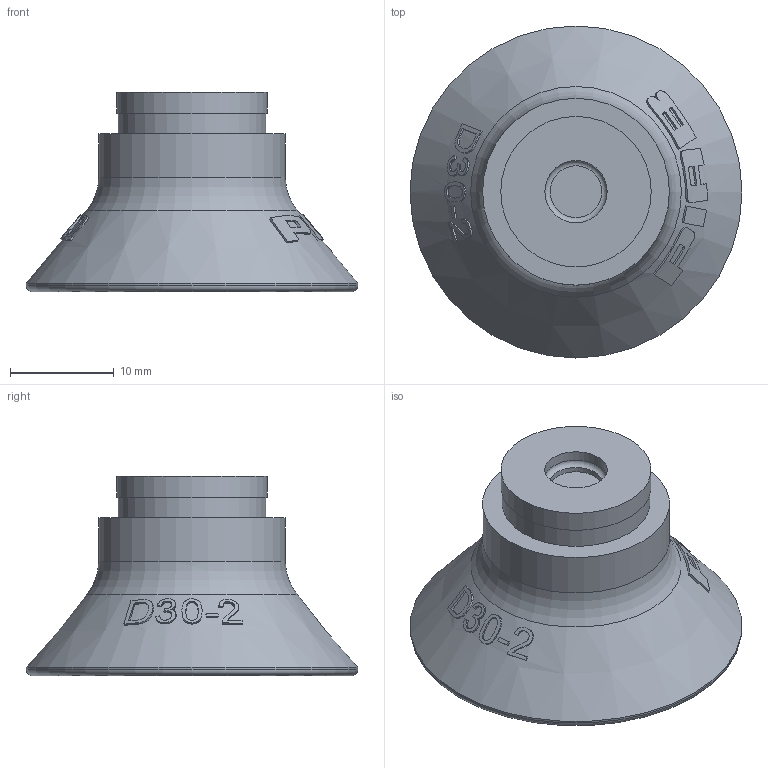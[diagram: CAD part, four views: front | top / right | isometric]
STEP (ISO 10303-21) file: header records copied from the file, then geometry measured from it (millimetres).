
FILE_DESCRIPTION( ( 'Unknown' ), '1' );
FILE_NAME( 'SE-0417057.stp', 'Unknown', ( 'Unknown' ), ( 'Unknown' ), 'PSStep 17.0.49', 'Unknown', ' ' );
FILE_SCHEMA( ( 'AUTOMOTIVE_DESIGN { 1 0 10303 214 1 1 1 1 }' ) );
Length unit declared in the file: millimetre
Products named in the file (1): 1
Bounding box: 32 x 32 x 19.2 mm (x, y, z)
Volume: 7022.7 mm3; surface area: 2559.3 mm2
Topology: 1 solids, 1 shells, 109 faces, 268 edges, 178 vertices
Faces by surface type: bspline 79, cone 16, cylinder 6, plane 5, torus 3
Full cylindrical faces by diameter (mm): 5 x1, 6 x1, 14.227 x1, 14.5 x1, 18 x1, 32 x1
Entity records: 4980 total; most frequent: CARTESIAN_POINT 3162, ORIENTED_EDGE 498, EDGE_CURVE 249, B_SPLINE_CURVE_WITH_KNOTS 235, VERTEX_POINT 172, EDGE_LOOP 139, FACE_OUTER_BOUND 120, ADVANCED_FACE 109
